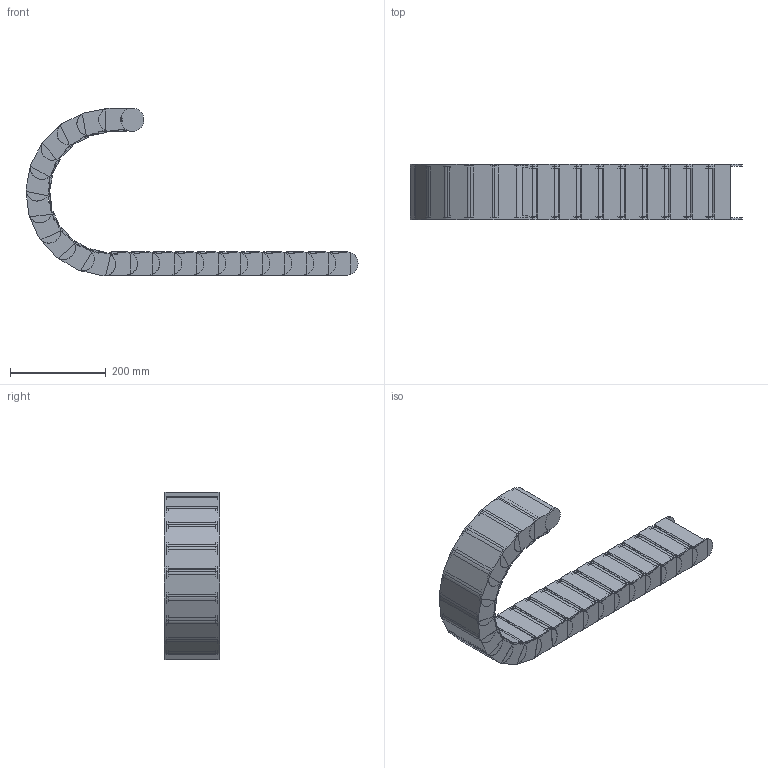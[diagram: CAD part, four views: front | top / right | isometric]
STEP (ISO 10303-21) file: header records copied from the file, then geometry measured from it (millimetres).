
FILE_DESCRIPTION(/* description */ ('Alibre Inc.'),/* implementation_level */ '2;1');
FILE_NAME(/* name */ 'export-AC50C306-74AD-46A1-953D-BFEFEC0A7DEB',/* time_stamp */ '2023-06-12T14:49:35+02:00',/* author */ (''),/* organization */ (''),/* preprocessor_version */ 'ST-DEVELOPER v17',/* originating_system */ 'Alibre',/* authorisation */ '');
FILE_SCHEMA (('AUTOMOTIVE_DESIGN'));
Length unit declared in the file: millimetre
Products named in the file (23): 2023_06_12_14_39_07_0596; 2023_06_12_14_39_07_0580; 2023_06_12_14_39_07_0564; 2023_06_12_14_39_07_0549; 2023_06_12_14_39_07_0533; 2023_06_12_14_39_07_0517; 2023_06_12_14_39_07_0502; 2023_06_12_14_39_07_0486; 2023_06_12_14_39_07_0471; 2023_06_12_14_39_07_0455; 2023_06_12_14_39_07_0439; 2023_06_12_14_39_07_0424; 2023_06_12_14_39_07_0408; 2023_06_12_14_39_07_0392; 2023_06_12_14_39_07_0377; 2023_06_12_14_39_07_0361; 2023_06_12_14_39_07_0346; 2023_06_12_14_39_07_0330; 2023_06_12_14_39_07_0314; 2023_06_12_14_39_07_0299; 2023_06_12_14_39_07_0283; 2023_06_12_14_39_07_0267; 2023_06_12_14_39_07_0221
Bounding box: 693.06 x 116 x 350.16 mm (x, y, z)
Volume: 1488498.2 mm3; surface area: 994931.5 mm2
Topology: 22 solids, 22 shells, 1628 faces, 4766 edges, 3050 vertices
Faces by surface type: plane 1254, cylinder 374
Entity records: 52917 total; most frequent: ORIENTED_EDGE 9532, CARTESIAN_POINT 9488, DIRECTION 7780, EDGE_CURVE 4766, VECTOR 3842, LINE 3842, VERTEX_POINT 3050, AXIS2_PLACEMENT_3D 2596
